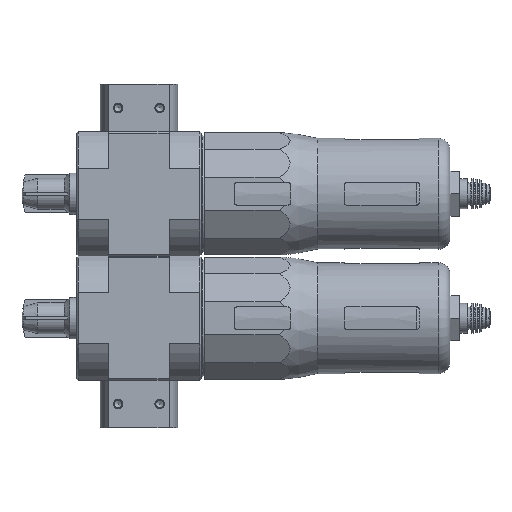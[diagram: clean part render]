
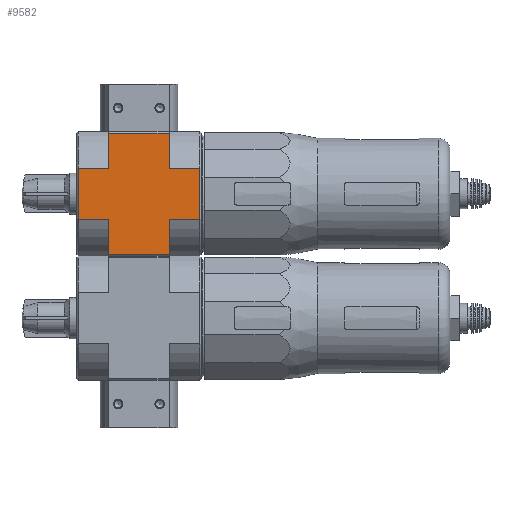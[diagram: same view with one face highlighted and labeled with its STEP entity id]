
A CAD part, left-side view. The second image highlights one B-rep face of the part: STEP entity #9582.
In plain terms, the highlighted face is planar.
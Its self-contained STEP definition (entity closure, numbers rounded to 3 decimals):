
#1962=ORIENTED_EDGE('',*,*,#4354,.T.);
#1963=ORIENTED_EDGE('',*,*,#4355,.F.);
#1964=ORIENTED_EDGE('',*,*,#4356,.T.);
#1965=ORIENTED_EDGE('',*,*,#4357,.F.);
#1966=ORIENTED_EDGE('',*,*,#4304,.T.);
#1967=ORIENTED_EDGE('',*,*,#4358,.T.);
#1968=ORIENTED_EDGE('',*,*,#4359,.F.);
#1969=ORIENTED_EDGE('',*,*,#4360,.T.);
#1970=ORIENTED_EDGE('',*,*,#4361,.F.);
#1971=ORIENTED_EDGE('',*,*,#4362,.T.);
#1972=ORIENTED_EDGE('',*,*,#4306,.F.);
#1973=ORIENTED_EDGE('',*,*,#4363,.F.);
#4304=EDGE_CURVE('',#5558,#5560,#6445,.T.);
#4306=EDGE_CURVE('',#5561,#5563,#6447,.T.);
#4354=EDGE_CURVE('',#5604,#5605,#6484,.F.);
#4355=EDGE_CURVE('',#5606,#5605,#6485,.T.);
#4356=EDGE_CURVE('',#5606,#5607,#6486,.T.);
#4357=EDGE_CURVE('',#5558,#5607,#6487,.T.);
#4358=EDGE_CURVE('',#5560,#5608,#6488,.T.);
#4359=EDGE_CURVE('',#5609,#5608,#6489,.T.);
#4360=EDGE_CURVE('',#5609,#5610,#6490,.T.);
#4361=EDGE_CURVE('',#5611,#5610,#6491,.F.);
#4362=EDGE_CURVE('',#5611,#5563,#6492,.T.);
#4363=EDGE_CURVE('',#5604,#5561,#6493,.T.);
#5558=VERTEX_POINT('',#18118);
#5560=VERTEX_POINT('',#18122);
#5561=VERTEX_POINT('',#18126);
#5563=VERTEX_POINT('',#18129);
#5604=VERTEX_POINT('',#18223);
#5605=VERTEX_POINT('',#18224);
#5606=VERTEX_POINT('',#18226);
#5607=VERTEX_POINT('',#18228);
#5608=VERTEX_POINT('',#18231);
#5609=VERTEX_POINT('',#18233);
#5610=VERTEX_POINT('',#18235);
#5611=VERTEX_POINT('',#18237);
#6445=LINE('',#18123,#7033);
#6447=LINE('',#18128,#7035);
#6484=LINE('',#18222,#7072);
#6485=LINE('',#18225,#7073);
#6486=LINE('',#18227,#7074);
#6487=LINE('',#18229,#7075);
#6488=LINE('',#18230,#7076);
#6489=LINE('',#18232,#7077);
#6490=LINE('',#18234,#7078);
#6491=LINE('',#18236,#7079);
#6492=LINE('',#18238,#7080);
#6493=LINE('',#18239,#7081);
#7033=VECTOR('',#15239,1000.);
#7035=VECTOR('',#15243,1000.);
#7072=VECTOR('',#15312,1000.);
#7073=VECTOR('',#15313,1000.);
#7074=VECTOR('',#15314,1000.);
#7075=VECTOR('',#15315,1000.);
#7076=VECTOR('',#15316,1000.);
#7077=VECTOR('',#15317,1000.);
#7078=VECTOR('',#15318,1000.);
#7079=VECTOR('',#15319,1000.);
#7080=VECTOR('',#15320,1000.);
#7081=VECTOR('',#15321,1000.);
#7657=EDGE_LOOP('',(#1962,#1963,#1964,#1965,#1966,#1967,#1968,#1969,#1970,
#1971,#1972,#1973));
#8510=FACE_BOUND('',#7657,.T.);
#9213=PLANE('',#13636);
#9582=ADVANCED_FACE('',(#8510),#9213,.F.);
#13636=AXIS2_PLACEMENT_3D('',#18221,#15310,#15311);
#15239=DIRECTION('',(0.,-1.,0.));
#15243=DIRECTION('',(0.,-1.,0.));
#15310=DIRECTION('',(0.,0.,1.));
#15311=DIRECTION('',(1.,0.,0.));
#15312=DIRECTION('',(0.,-1.,0.));
#15313=DIRECTION('',(-1.,0.,0.));
#15314=DIRECTION('',(0.,-1.,0.));
#15315=DIRECTION('',(-1.,0.,0.));
#15316=DIRECTION('',(-1.,0.,0.));
#15317=DIRECTION('',(0.,1.,0.));
#15318=DIRECTION('',(-1.,0.,0.));
#15319=DIRECTION('',(0.,1.,0.));
#15320=DIRECTION('',(-1.,0.,0.));
#15321=DIRECTION('',(-1.,0.,0.));
#18118=CARTESIAN_POINT('',(32.2,16.,-33.));
#18122=CARTESIAN_POINT('',(32.2,-16.,-33.));
#18123=CARTESIAN_POINT('',(32.2,33.,-33.));
#18126=CARTESIAN_POINT('',(-32.2,16.,-33.));
#18128=CARTESIAN_POINT('',(-32.2,33.,-33.));
#18129=CARTESIAN_POINT('',(-32.2,-16.,-33.));
#18221=CARTESIAN_POINT('',(32.2,33.,-33.));
#18222=CARTESIAN_POINT('',(-13.619,36.,-33.));
#18223=CARTESIAN_POINT('',(-13.619,16.,-33.));
#18224=CARTESIAN_POINT('',(-13.619,32.2,-33.));
#18225=CARTESIAN_POINT('',(33.,32.2,-33.));
#18226=CARTESIAN_POINT('',(13.619,32.2,-33.));
#18227=CARTESIAN_POINT('',(13.619,36.,-33.));
#18228=CARTESIAN_POINT('',(13.619,16.,-33.));
#18229=CARTESIAN_POINT('',(32.2,16.,-33.));
#18230=CARTESIAN_POINT('',(32.2,-16.,-33.));
#18231=CARTESIAN_POINT('',(13.619,-16.,-33.));
#18232=CARTESIAN_POINT('',(13.619,-36.,-33.));
#18233=CARTESIAN_POINT('',(13.619,-32.2,-33.));
#18234=CARTESIAN_POINT('',(33.,-32.2,-33.));
#18235=CARTESIAN_POINT('',(-13.619,-32.2,-33.));
#18236=CARTESIAN_POINT('',(-13.619,-36.,-33.));
#18237=CARTESIAN_POINT('',(-13.619,-16.,-33.));
#18238=CARTESIAN_POINT('',(32.2,-16.,-33.));
#18239=CARTESIAN_POINT('',(32.2,16.,-33.));
